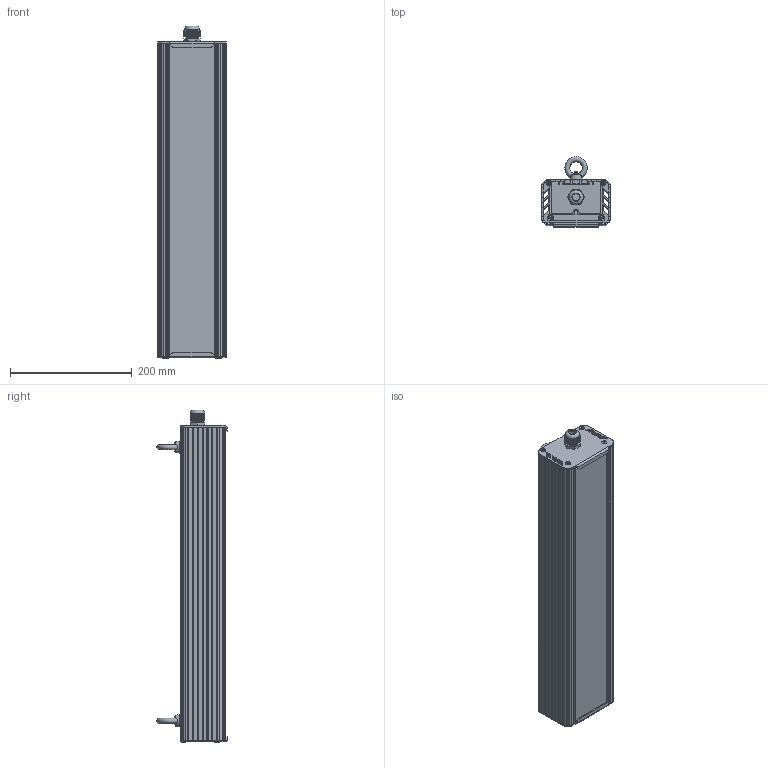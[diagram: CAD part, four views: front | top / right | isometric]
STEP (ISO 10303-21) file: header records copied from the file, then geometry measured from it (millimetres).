
FILE_DESCRIPTION(('STEP AP242'), '1');
FILE_NAME('001.0070.44.000 - ÃÑÏ-Ïðèìà-Îïòèê-70', '2023-09-24T13:43:30', (''), (''), 'C3D Converter', 'C3D Toolkit', '');
FILE_SCHEMA(('AP242_MANAGED_MODEL_BASED_3D_ENGINEERING_MIM_LF { 1 0 10303 442 1 1 4 }'));
Length unit declared in the file: millimetre
Products named in the file (24): 001.0070.44.000; 001.0065.02.000
Assembly tree (50 placements, depth 4):
  001.0070.44.000
    (unnamed)
      (unnamed)
      (unnamed)
      (unnamed)  x4
      (unnamed)
      (unnamed)  x4
      (unnamed)
      (unnamed)
      (unnamed)
      (unnamed)  x7
        (unnamed)
        (unnamed)
        (unnamed)
        (unnamed)
        (unnamed)
        (unnamed)
        (unnamed)
        (unnamed)
        (unnamed)
        (unnamed)
    001.0065.02.000  x2
      (unnamed)
      (unnamed)
Bounding box: 112.19 x 115.39 x 546 mm (x, y, z)
Volume: 1100147.6 mm3; surface area: 885369.5 mm2
Topology: 263 solids, 263 shells, 4031 faces, 9662 edges, 6517 vertices
Faces by surface type: plane 2730, cylinder 1052, bspline 116, cone 100, sphere 21, torus 12
Full cylindrical faces by diameter (mm): 1 x21, 2 x14, 2.5 x28, 2.8 x175, 3.2 x21, 3.5 x42, 4 x8, 6 x2, 8 x8, 9 x91, 12 x1, 12.5 x1, 18.5 x3, 20 x1, 23.5 x1
Entity records: 93110 total; most frequent: CARTESIAN_POINT 34692, DIRECTION 8272, ORIENTED_EDGE 8266, EDGE_CURVE 4133, AXIS2_PLACEMENT_3D 2919, COLOUR_RGB 2897, PRESENTATION_STYLE_ASSIGNMENT 2897, VERTEX_POINT 2857
